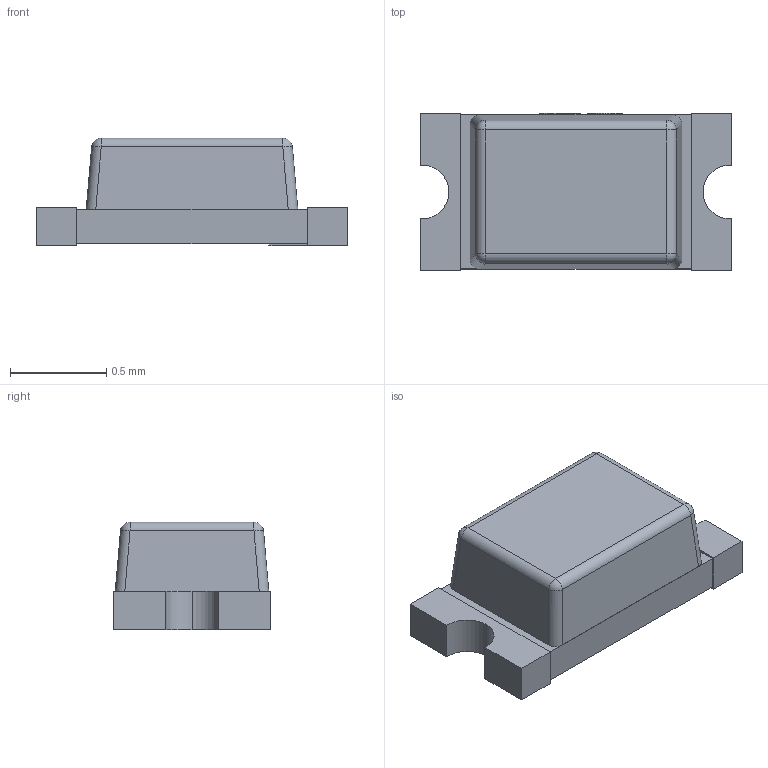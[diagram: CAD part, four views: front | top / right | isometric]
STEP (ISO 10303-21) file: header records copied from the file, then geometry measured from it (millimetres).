
FILE_DESCRIPTION(('FreeCAD Model'),'2;1');
FILE_NAME('Open CASCADE Shape Model','2024-08-03T13:08:11',(''),(''), 'Open CASCADE STEP processor 7.6','FreeCAD','Unknown');
FILE_SCHEMA(('AUTOMOTIVE_DESIGN { 1 0 10303 214 1 1 1 1 }'));
Length unit declared in the file: millimetre
Products named in the file (5): 0Nat-U1; LED0603-RD-YELLOW; COMPOUND002; COMPOUND; COMPOUND001
Assembly tree (4 placements, depth 4):
  0Nat-U1
    LED0603-RD-YELLOW
      COMPOUND002
        COMPOUND
        COMPOUND001
Bounding box: 1.62 x 0.82 x 0.56 mm (x, y, z)
Volume: 0.5 mm3; surface area: 6.7 mm2
Topology: 2 solids, 2 shells, 330 faces, 882 edges, 584 vertices
Faces by surface type: plane 203, bspline 112, cylinder 11, sphere 4
Entity records: 25644 total; most frequent: CARTESIAN_POINT 7135, DIRECTION 2408, LINE 1922, VECTOR 1922, ORIENTED_EDGE 1764, PCURVE 1764, DEFINITIONAL_REPRESENTATION 1764, EDGE_CURVE 882
